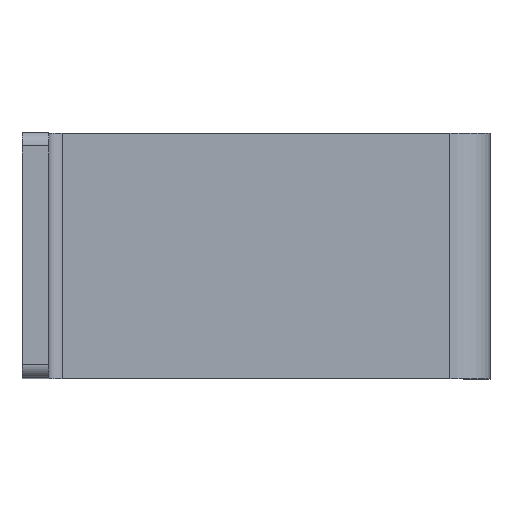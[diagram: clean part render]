
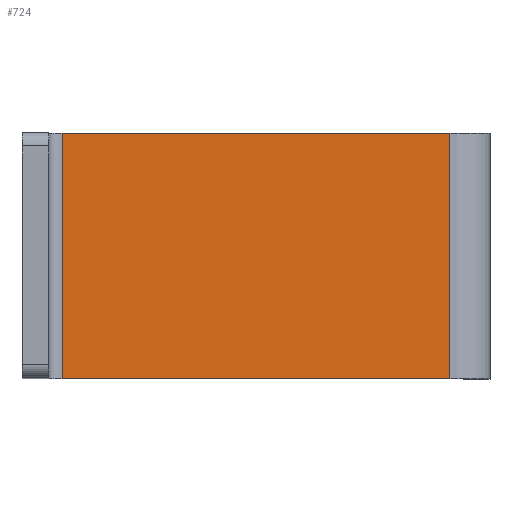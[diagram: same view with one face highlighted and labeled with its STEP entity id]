
A CAD part, top view. The second image highlights one B-rep face of the part: STEP entity #724.
In plain terms, the highlighted planar face has unit normal (0, 0, 1).
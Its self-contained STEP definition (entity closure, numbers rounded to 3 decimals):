
#35 = DIRECTION ( 'NONE',  ( 0., -1., 0. ) ) ;
#39 = DIRECTION ( 'NONE',  ( 0., -1., 0. ) ) ;
#40 = CARTESIAN_POINT ( 'NONE',  ( -46.5, 27.5, 0. ) ) ;
#42 = CARTESIAN_POINT ( 'NONE',  ( -49.5, -27.5, 0. ) ) ;
#46 = CARTESIAN_POINT ( 'NONE',  ( -46.5, 27.5, 0. ) ) ;
#60 = DIRECTION ( 'NONE',  ( 1., 0., 0. ) ) ;
#86 = CARTESIAN_POINT ( 'NONE',  ( 40.5, 27.5, 0. ) ) ;
#122 = VERTEX_POINT ( 'NONE', #188 ) ;
#129 = ORIENTED_EDGE ( 'NONE', *, *, #459, .F. ) ;
#149 = FACE_OUTER_BOUND ( 'NONE', #692, .T. ) ;
#165 = VECTOR ( 'NONE', #35, 1000. ) ;
#166 = LINE ( 'NONE', #86, #165 ) ;
#168 = VECTOR ( 'NONE', #39, 1000. ) ;
#172 = LINE ( 'NONE', #46, #168 ) ;
#188 = CARTESIAN_POINT ( 'NONE',  ( 40.5, 27.5, 0. ) ) ;
#213 = CARTESIAN_POINT ( 'NONE',  ( 40.5, -27.5, 0. ) ) ;
#283 = AXIS2_PLACEMENT_3D ( 'NONE', #328, #300, #296 ) ;
#296 = DIRECTION ( 'NONE',  ( -1., 0., 0. ) ) ;
#300 = DIRECTION ( 'NONE',  ( 0., 0., -1. ) ) ;
#305 = PLANE ( 'NONE',  #283 ) ;
#328 = CARTESIAN_POINT ( 'NONE',  ( -49.5, 27.5, 0. ) ) ;
#347 = VECTOR ( 'NONE', #735, 1000. ) ;
#357 = LINE ( 'NONE', #709, #347 ) ;
#385 = VECTOR ( 'NONE', #60, 1000. ) ;
#416 = CARTESIAN_POINT ( 'NONE',  ( -46.5, -27.5, 0. ) ) ;
#421 = LINE ( 'NONE', #42, #385 ) ;
#439 = EDGE_CURVE ( 'NONE', #722, #782, #421, .T. ) ;
#459 = EDGE_CURVE ( 'NONE', #574, #122, #357, .T. ) ;
#567 = EDGE_CURVE ( 'NONE', #574, #722, #172, .T. ) ;
#574 = VERTEX_POINT ( 'NONE', #40 ) ;
#575 = EDGE_CURVE ( 'NONE', #122, #782, #166, .T. ) ;
#634 = ORIENTED_EDGE ( 'NONE', *, *, #439, .T. ) ;
#692 = EDGE_LOOP ( 'NONE', ( #634, #772, #129, #790 ) ) ;
#709 = CARTESIAN_POINT ( 'NONE',  ( -49.5, 27.5, 0. ) ) ;
#722 = VERTEX_POINT ( 'NONE', #416 ) ;
#724 = ADVANCED_FACE ( 'NONE', ( #149 ), #305, .F. ) ;
#735 = DIRECTION ( 'NONE',  ( 1., 0., 0. ) ) ;
#772 = ORIENTED_EDGE ( 'NONE', *, *, #575, .F. ) ;
#782 = VERTEX_POINT ( 'NONE', #213 ) ;
#790 = ORIENTED_EDGE ( 'NONE', *, *, #567, .T. ) ;
